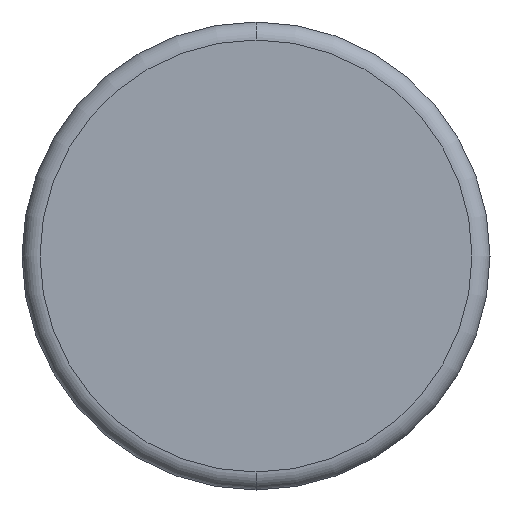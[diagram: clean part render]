
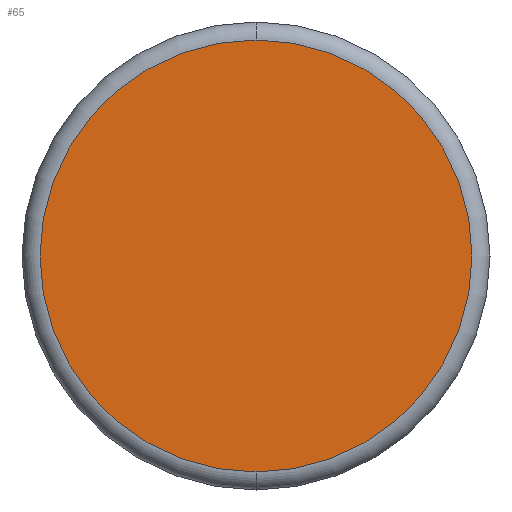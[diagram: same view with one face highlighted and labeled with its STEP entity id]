
A CAD part, front view. The second image highlights one B-rep face of the part: STEP entity #65.
In plain terms, the highlighted planar face has unit normal (0, -1, 0).
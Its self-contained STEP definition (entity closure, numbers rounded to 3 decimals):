
#18 = DIRECTION ( 'NONE',  ( 0., 0., -1. ) ) ;
#28 = AXIS2_PLACEMENT_3D ( 'NONE', #549, #647, #18 ) ;
#54 = DIRECTION ( 'NONE',  ( 0., -1., 0. ) ) ;
#65 = ADVANCED_FACE ( 'NONE', ( #409 ), #511, .T. ) ;
#78 = AXIS2_PLACEMENT_3D ( 'NONE', #442, #54, #125 ) ;
#125 = DIRECTION ( 'NONE',  ( 0., 0., -1. ) ) ;
#128 = EDGE_LOOP ( 'NONE', ( #513, #626 ) ) ;
#133 = EDGE_CURVE ( 'NONE', #402, #573, #304, .T. ) ;
#146 = CARTESIAN_POINT ( 'NONE',  ( 0., -19.92, 3. ) ) ;
#200 = DIRECTION ( 'NONE',  ( 0., 0., -1. ) ) ;
#270 = AXIS2_PLACEMENT_3D ( 'NONE', #665, #305, #200 ) ;
#304 = CIRCLE ( 'NONE', #270, 3. ) ;
#305 = DIRECTION ( 'NONE',  ( 0., -1., 0. ) ) ;
#361 = CIRCLE ( 'NONE', #78, 3. ) ;
#402 = VERTEX_POINT ( 'NONE', #146 ) ;
#409 = FACE_OUTER_BOUND ( 'NONE', #128, .T. ) ;
#416 = CARTESIAN_POINT ( 'NONE',  ( 0., -19.92, -3. ) ) ;
#442 = CARTESIAN_POINT ( 'NONE',  ( 0., -19.92, 0. ) ) ;
#511 = PLANE ( 'NONE',  #28 ) ;
#513 = ORIENTED_EDGE ( 'NONE', *, *, #554, .T. ) ;
#549 = CARTESIAN_POINT ( 'NONE',  ( 0., -19.92, 0. ) ) ;
#554 = EDGE_CURVE ( 'NONE', #573, #402, #361, .T. ) ;
#573 = VERTEX_POINT ( 'NONE', #416 ) ;
#626 = ORIENTED_EDGE ( 'NONE', *, *, #133, .T. ) ;
#647 = DIRECTION ( 'NONE',  ( 0., -1., 0. ) ) ;
#665 = CARTESIAN_POINT ( 'NONE',  ( 0., -19.92, 0. ) ) ;
